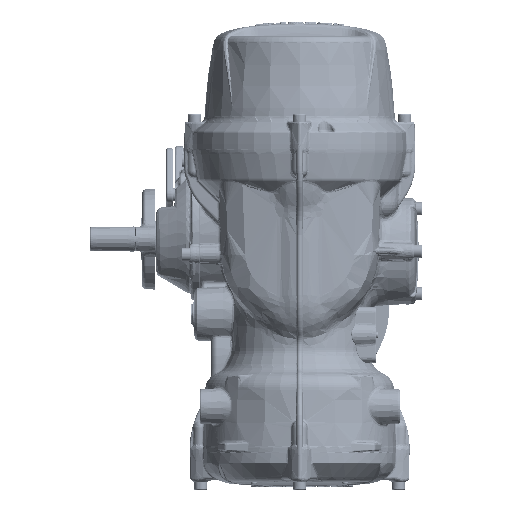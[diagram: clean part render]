
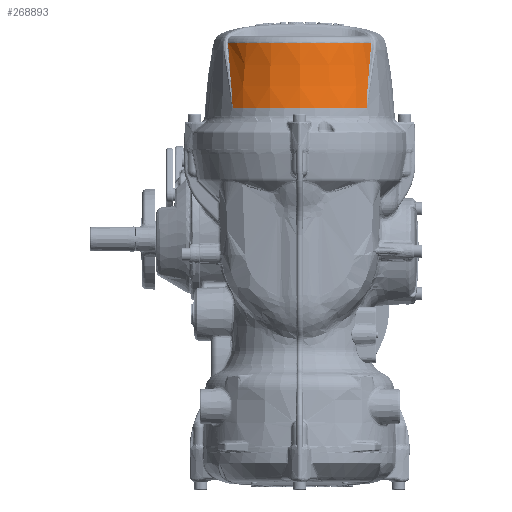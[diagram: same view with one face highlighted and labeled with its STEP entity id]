
A CAD part, top view. The second image highlights one B-rep face of the part: STEP entity #268893.
In plain terms, the highlighted conical face has half-angle 7.419 degrees and reference radius 90.824 mm.
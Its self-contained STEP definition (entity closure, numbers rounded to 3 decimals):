
#5049=CONICAL_SURFACE('',#283814,90.824,0.129);
#11608=CIRCLE('',#283736,82.407);
#11662=CIRCLE('',#283815,90.824);
#74726=ORIENTED_EDGE('',*,*,#111210,.T.);
#74727=ORIENTED_EDGE('',*,*,#111485,.T.);
#74728=ORIENTED_EDGE('',*,*,#111486,.T.);
#74729=ORIENTED_EDGE('',*,*,#111487,.T.);
#111210=EDGE_CURVE('',#131903,#131902,#11608,.F.);
#111485=EDGE_CURVE('',#131902,#132111,#144543,.T.);
#111486=EDGE_CURVE('',#132111,#132112,#11662,.F.);
#111487=EDGE_CURVE('',#132112,#131903,#144544,.T.);
#131902=VERTEX_POINT('',#468367);
#131903=VERTEX_POINT('',#468369);
#132111=VERTEX_POINT('',#473209);
#132112=VERTEX_POINT('',#473211);
#144543=B_SPLINE_CURVE_WITH_KNOTS('',3,(#473185,#473186,#473187,#473188,
#473189,#473190,#473191,#473192,#473193,#473194,#473195,#473196,#473197,
#473198,#473199,#473200,#473201,#473202,#473203,#473204,#473205,#473206,
#473207,#473208),.UNSPECIFIED.,.F.,.F.,(4,1,1,1,1,1,1,1,1,1,1,1,1,1,1,1,
1,1,1,1,1,4),(0.,0.008,0.017,0.025,
0.034,0.038,0.042,0.047,
0.051,0.053,0.055,0.057,
0.059,0.062,0.063,0.064,
0.065,0.066,0.066,0.067,
0.067,0.068),.UNSPECIFIED.);
#144544=B_SPLINE_CURVE_WITH_KNOTS('',3,(#473212,#473213,#473214,#473215,
#473216,#473217,#473218,#473219,#473220,#473221,#473222,#473223,#473224,
#473225,#473226,#473227,#473228,#473229,#473230,#473231,#473232,#473233,
#473234,#473235),.UNSPECIFIED.,.F.,.F.,(4,1,1,1,1,1,1,1,1,1,1,1,1,1,1,1,
1,1,1,1,1,4),(0.,0.001,0.001,0.002,
0.002,0.003,0.004,0.005,
0.006,0.009,0.011,0.013,
0.015,0.017,0.021,0.026,
0.03,0.034,0.043,0.051,
0.06,0.068),.UNSPECIFIED.);
#156367=EDGE_LOOP('',(#74726,#74727,#74728,#74729));
#169505=FACE_BOUND('',#156367,.T.);
#268893=ADVANCED_FACE('',(#169505),#5049,.T.);
#283736=AXIS2_PLACEMENT_3D('',#468368,#318437,#318438);
#283814=AXIS2_PLACEMENT_3D('',#473184,#318624,#318625);
#283815=AXIS2_PLACEMENT_3D('',#473210,#318626,#318627);
#318437=DIRECTION('',(0.,1.,0.));
#318438=DIRECTION('',(-1.,0.,0.));
#318624=DIRECTION('',(0.,-1.,0.));
#318625=DIRECTION('',(1.,0.,0.));
#318626=DIRECTION('',(0.,-1.,0.));
#318627=DIRECTION('',(1.,0.,0.));
#468367=CARTESIAN_POINT('',(-70.895,221.133,42.009));
#468368=CARTESIAN_POINT('',(0.,221.133,0.));
#468369=CARTESIAN_POINT('',(70.895,221.133,42.009));
#473184=CARTESIAN_POINT('',(0.,156.5,0.));
#473185=CARTESIAN_POINT('',(-70.895,221.133,42.009));
#473186=CARTESIAN_POINT('',(-70.6,218.559,43.165));
#473187=CARTESIAN_POINT('',(-70.244,213.228,45.051));
#473188=CARTESIAN_POINT('',(-69.625,205.236,47.867));
#473189=CARTESIAN_POINT('',(-68.978,197.211,50.578));
#473190=CARTESIAN_POINT('',(-68.418,190.502,52.768));
#473191=CARTESIAN_POINT('',(-67.967,185.119,54.468));
#473192=CARTESIAN_POINT('',(-67.632,181.072,55.717));
#473193=CARTESIAN_POINT('',(-67.303,177.015,56.935));
#473194=CARTESIAN_POINT('',(-67.04,173.624,57.919));
#473195=CARTESIAN_POINT('',(-66.842,170.904,58.685));
#473196=CARTESIAN_POINT('',(-66.702,168.86,59.246));
#473197=CARTESIAN_POINT('',(-66.573,166.811,59.791));
#473198=CARTESIAN_POINT('',(-66.459,164.755,60.316));
#473199=CARTESIAN_POINT('',(-66.383,163.036,60.732));
#473200=CARTESIAN_POINT('',(-66.34,161.656,61.044));
#473201=CARTESIAN_POINT('',(-66.32,160.616,61.266));
#473202=CARTESIAN_POINT('',(-66.317,159.574,61.469));
#473203=CARTESIAN_POINT('',(-66.336,158.701,61.616));
#473204=CARTESIAN_POINT('',(-66.376,158.,61.707));
#473205=CARTESIAN_POINT('',(-66.425,157.469,61.756));
#473206=CARTESIAN_POINT('',(-66.508,156.957,61.764));
#473207=CARTESIAN_POINT('',(-66.621,156.582,61.714));
#473208=CARTESIAN_POINT('',(-66.738,156.5,61.604));
#473209=CARTESIAN_POINT('',(-66.738,156.5,61.604));
#473210=CARTESIAN_POINT('',(0.,156.5,0.));
#473211=CARTESIAN_POINT('',(66.738,156.5,61.604));
#473212=CARTESIAN_POINT('',(66.738,156.5,61.604));
#473213=CARTESIAN_POINT('',(66.621,156.582,61.714));
#473214=CARTESIAN_POINT('',(66.508,156.957,61.764));
#473215=CARTESIAN_POINT('',(66.425,157.469,61.756));
#473216=CARTESIAN_POINT('',(66.376,158.,61.707));
#473217=CARTESIAN_POINT('',(66.336,158.701,61.616));
#473218=CARTESIAN_POINT('',(66.317,159.574,61.469));
#473219=CARTESIAN_POINT('',(66.32,160.616,61.266));
#473220=CARTESIAN_POINT('',(66.34,161.656,61.044));
#473221=CARTESIAN_POINT('',(66.383,163.036,60.732));
#473222=CARTESIAN_POINT('',(66.459,164.755,60.316));
#473223=CARTESIAN_POINT('',(66.573,166.811,59.791));
#473224=CARTESIAN_POINT('',(66.702,168.86,59.246));
#473225=CARTESIAN_POINT('',(66.842,170.904,58.685));
#473226=CARTESIAN_POINT('',(67.04,173.624,57.919));
#473227=CARTESIAN_POINT('',(67.303,177.015,56.935));
#473228=CARTESIAN_POINT('',(67.632,181.072,55.717));
#473229=CARTESIAN_POINT('',(67.967,185.119,54.468));
#473230=CARTESIAN_POINT('',(68.418,190.502,52.768));
#473231=CARTESIAN_POINT('',(68.978,197.211,50.578));
#473232=CARTESIAN_POINT('',(69.625,205.236,47.867));
#473233=CARTESIAN_POINT('',(70.244,213.228,45.051));
#473234=CARTESIAN_POINT('',(70.6,218.559,43.165));
#473235=CARTESIAN_POINT('',(70.895,221.133,42.009));
